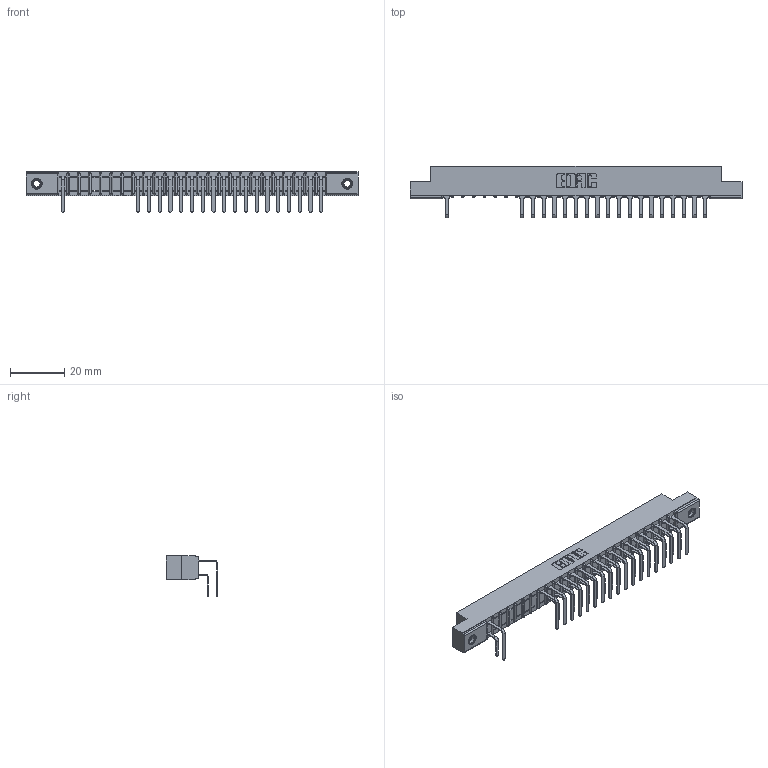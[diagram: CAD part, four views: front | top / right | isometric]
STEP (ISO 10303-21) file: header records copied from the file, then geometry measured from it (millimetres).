
FILE_DESCRIPTION (( 'STEP AP203' ), '1' );
FILE_NAME ('307-050-558-207.STEP', '2018-08-06T04:45:59', ( '' ), ( '' ), 'SwSTEP 2.0', 'SolidWorks 2016', '' );
FILE_SCHEMA (( 'CONFIG_CONTROL_DESIGN' ));
Length unit declared in the file: inch
Products named in the file (5): 307-290-001_558 - 2 (Single); 345-250-001_345-250-005-103; 307-050-558-207; 307 Part_.156 Dia Mounting Holes; 307-290-001_558 559 - 1 (Single)
Assembly tree (40 placements, depth 2):
  307-050-558-207
    307 Part_.156 Dia Mounting Holes
    307-290-001_558 559 - 1 (Single)  x18
    307-290-001_558 - 2 (Single)  x19
    345-250-001_345-250-005-103  x2
Bounding box: 122.07 x 18.96 x 14.81 mm (x, y, z)
Volume: 7968.4 mm3; surface area: 14208 mm2
Topology: 40 solids, 40 shells, 2184 faces, 6129 edges, 3958 vertices
Faces by surface type: plane 1401, cylinder 715, sphere 52, cone 12, torus 4
Entity records: 26544 total; most frequent: CARTESIAN_POINT 4389, ORIENTED_EDGE 4354, DIRECTION 4301, EDGE_CURVE 2177, LINE 1661, VECTOR 1661, VERTEX_POINT 1408, AXIS2_PLACEMENT_3D 1320
